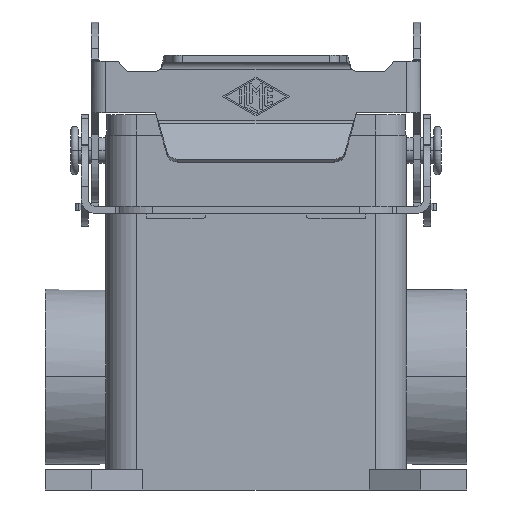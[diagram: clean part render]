
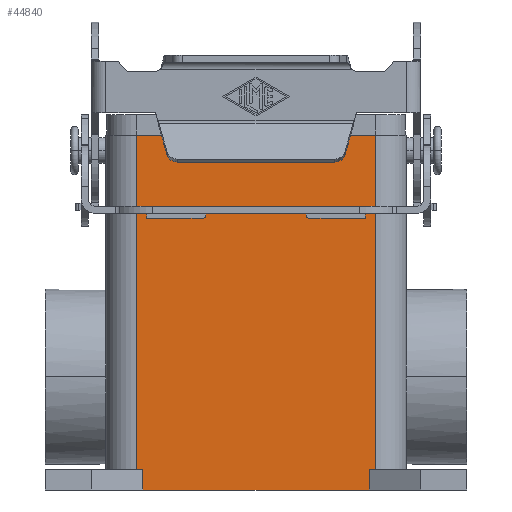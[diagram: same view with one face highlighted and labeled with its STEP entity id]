
A CAD part, front view. The second image highlights one B-rep face of the part: STEP entity #44840.
In plain terms, the highlighted planar face has unit normal (0, -1, 0).
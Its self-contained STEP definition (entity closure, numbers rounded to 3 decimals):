
#42050=CARTESIAN_POINT('',(-22.,-22.25,-66.));
#42060=VERTEX_POINT('',#42050);
#42090=CARTESIAN_POINT('',(0.,-22.25,-66.));
#42100=DIRECTION('',(-1.,-0.,0.));
#42110=VECTOR('',#42100,1.);
#42120=LINE('',#42090,#42110);
#42130=CARTESIAN_POINT('',(22.,-22.25,-66.));
#42140=VERTEX_POINT('',#42130);
#42150=EDGE_CURVE('',#42140,#42060,#42120,.T.);
#44030=CARTESIAN_POINT('',(-22.,-22.25,0.));
#44040=DIRECTION('',(-0.,0.,1.));
#44050=VECTOR('',#44040,1.);
#44060=LINE('',#44030,#44050);
#44070=CARTESIAN_POINT('',(-22.,-22.25,-62.));
#44080=VERTEX_POINT('',#44070);
#44090=EDGE_CURVE('',#42060,#44080,#44060,.T.);
#44290=CARTESIAN_POINT('',(-27.9,-22.25,9.9));
#44300=DIRECTION('',(0.,-1.,0.));
#44310=DIRECTION('',(-1.,-0.,0.));
#44320=AXIS2_PLACEMENT_3D('',#44290,#44300,#44310);
#44330=PLANE('',#44320);
#44340=CARTESIAN_POINT('',(0.,-22.25,-62.));
#44350=DIRECTION('',(-1.,0.,0.));
#44360=VECTOR('',#44350,1.);
#44370=LINE('',#44340,#44360);
#44380=CARTESIAN_POINT('',(-23.25,-22.25,-62.));
#44390=VERTEX_POINT('',#44380);
#44400=EDGE_CURVE('',#44080,#44390,#44370,.T.);
#44410=ORIENTED_EDGE('',*,*,#44400,.F.);
#44420=CARTESIAN_POINT('',(-23.25,-22.25,-62.));
#44430=DIRECTION('',(0.,0.,1.));
#44440=VECTOR('',#44430,1.);
#44450=LINE('',#44420,#44440);
#44460=CARTESIAN_POINT('',(-23.25,-22.25,3.));
#44470=VERTEX_POINT('',#44460);
#44480=EDGE_CURVE('',#44390,#44470,#44450,.T.);
#44490=ORIENTED_EDGE('',*,*,#44480,.F.);
#44500=CARTESIAN_POINT('',(0.,-22.25,3.));
#44510=DIRECTION('',(-1.,0.,0.));
#44520=VECTOR('',#44510,1.);
#44530=LINE('',#44500,#44520);
#44540=CARTESIAN_POINT('',(23.25,-22.25,3.));
#44550=VERTEX_POINT('',#44540);
#44560=EDGE_CURVE('',#44550,#44470,#44530,.T.);
#44570=ORIENTED_EDGE('',*,*,#44560,.T.);
#44580=CARTESIAN_POINT('',(23.25,-22.25,-62.));
#44590=DIRECTION('',(0.,0.,1.));
#44600=VECTOR('',#44590,1.);
#44610=LINE('',#44580,#44600);
#44620=CARTESIAN_POINT('',(23.25,-22.25,-62.));
#44630=VERTEX_POINT('',#44620);
#44640=EDGE_CURVE('',#44630,#44550,#44610,.T.);
#44650=ORIENTED_EDGE('',*,*,#44640,.T.);
#44660=CARTESIAN_POINT('',(0.,-22.25,-62.));
#44670=DIRECTION('',(-1.,0.,0.));
#44680=VECTOR('',#44670,1.);
#44690=LINE('',#44660,#44680);
#44700=CARTESIAN_POINT('',(22.,-22.25,-62.));
#44710=VERTEX_POINT('',#44700);
#44720=EDGE_CURVE('',#44630,#44710,#44690,.T.);
#44730=ORIENTED_EDGE('',*,*,#44720,.F.);
#44740=CARTESIAN_POINT('',(22.,-22.25,0.));
#44750=DIRECTION('',(0.,-0.,1.));
#44760=VECTOR('',#44750,1.);
#44770=LINE('',#44740,#44760);
#44780=EDGE_CURVE('',#42140,#44710,#44770,.T.);
#44790=ORIENTED_EDGE('',*,*,#44780,.T.);
#44800=ORIENTED_EDGE('',*,*,#42150,.F.);
#44810=ORIENTED_EDGE('',*,*,#44090,.F.);
#44820=EDGE_LOOP('',(#44810,#44800,#44790,#44730,#44650,#44570,#44490,
#44410));
#44830=FACE_OUTER_BOUND('',#44820,.T.);
#44840=ADVANCED_FACE('',(#44830),#44330,.T.);
